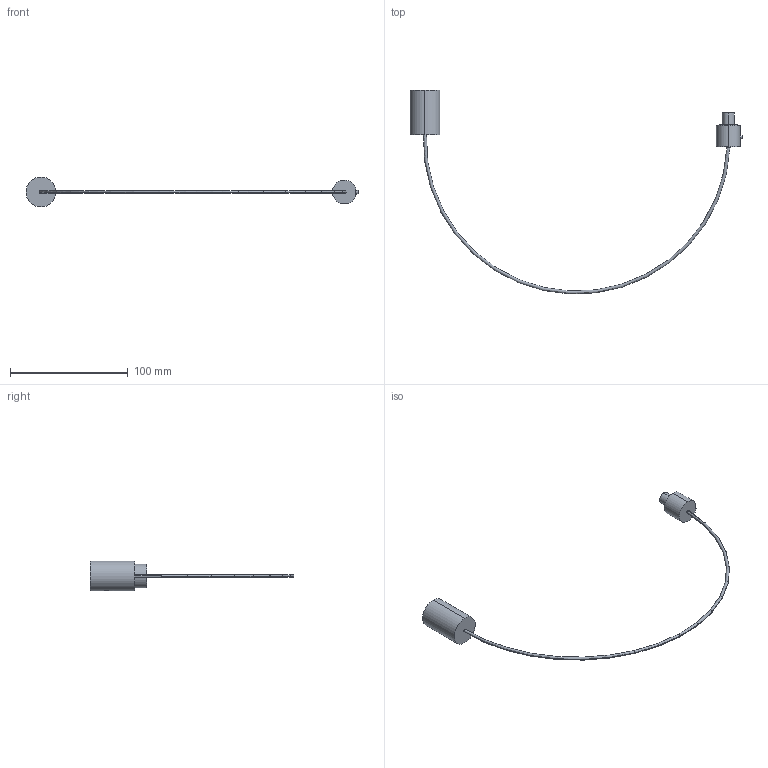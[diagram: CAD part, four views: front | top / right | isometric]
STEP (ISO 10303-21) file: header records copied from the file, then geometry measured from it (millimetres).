
FILE_DESCRIPTION (( 'STEP AP203' ), '1' );
FILE_NAME ('A7315-2-CN.STEP', '2013-11-19T13:26:45', ( '' ), ( '' ), 'SwSTEP 2.0', 'SolidWorks 2012', '' );
FILE_SCHEMA (( 'CONFIG_CONTROL_DESIGN' ));
Length unit declared in the file: inch
Products named in the file (1): A7315-2-CN
Bounding box: 282.4 x 173.45 x 25.4 mm (x, y, z)
Volume: 22985 mm3; surface area: 11037.1 mm2
Topology: 1 solids, 1 shells, 71 faces, 182 edges, 116 vertices
Faces by surface type: cylinder 36, plane 30, torus 3, cone 2
Entity records: 2570 total; most frequent: CARTESIAN_POINT 763, ORIENTED_EDGE 364, DIRECTION 363, EDGE_CURVE 182, AXIS2_PLACEMENT_3D 142, VERTEX_POINT 116, EDGE_LOOP 80, VECTOR 79
